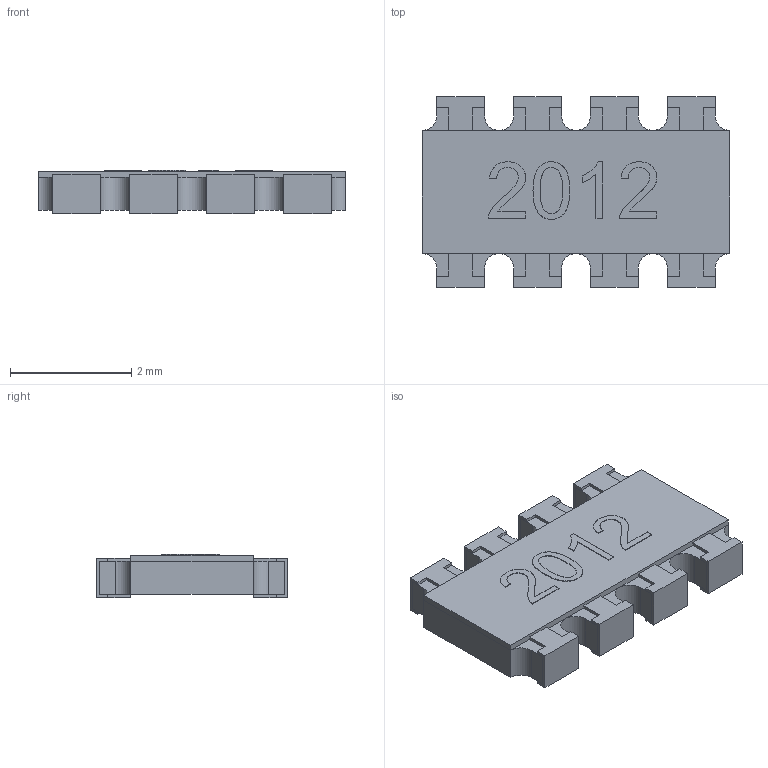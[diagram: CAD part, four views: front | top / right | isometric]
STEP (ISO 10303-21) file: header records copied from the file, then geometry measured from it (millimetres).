
FILE_DESCRIPTION(/* description */ (''),/* implementation_level */ '2;1');
FILE_NAME(/* name */ 'Res_Array_2012.step',/* time_stamp */ '2018-12-23T07:41:05-05:00',/* author */ ('xdmattz'),/* organization */ (''),/* preprocessor_version */ 'ST-DEVELOPER v17.2',/* originating_system */ 'Autodesk Translation Framework v7.6.0.251',/* authorisation */ '');
FILE_SCHEMA (('AUTOMOTIVE_DESIGN { 1 0 10303 214 3 1 1 }'));
Length unit declared in the file: millimetre
Products named in the file (6): Res_Array_2012; Component1; Component3; Component2; Component2(Mirror); Component5
Assembly tree (11 placements, depth 2):
  Res_Array_2012
    Component1
    Component2  x4
    Component3
    Component2(Mirror)  x4
    Component5
Bounding box: 5.08 x 3.15 x 0.71 mm (x, y, z)
Volume: 9 mm3; surface area: 81 mm2
Topology: 14 solids, 14 shells, 269 faces, 723 edges, 482 vertices
Faces by surface type: plane 199, bspline 60, cylinder 10
Entity records: 5830 total; most frequent: CARTESIAN_POINT 1924, ORIENTED_EDGE 870, DIRECTION 573, EDGE_CURVE 435, LINE 295, VECTOR 295, VERTEX_POINT 290, EDGE_LOOP 163
